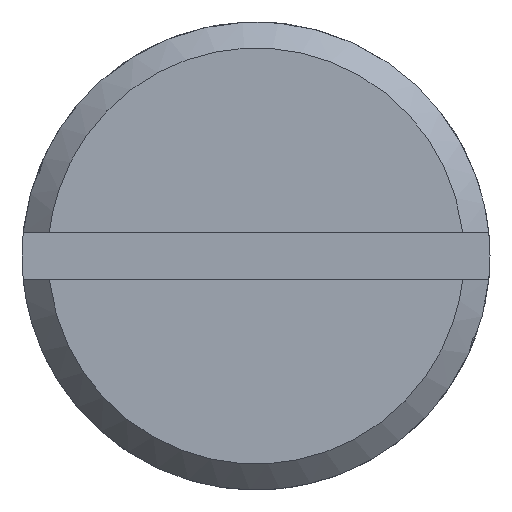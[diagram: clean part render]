
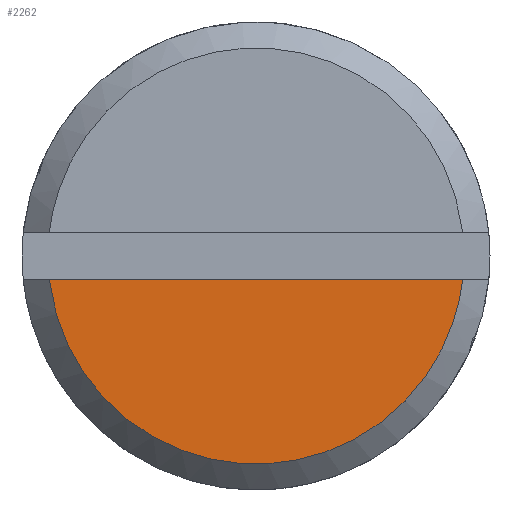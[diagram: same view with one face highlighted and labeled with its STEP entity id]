
A CAD part, front view. The second image highlights one B-rep face of the part: STEP entity #2262.
In plain terms, the highlighted free-form (B-spline) face has degree [1, 1] with [2, 2] control points.
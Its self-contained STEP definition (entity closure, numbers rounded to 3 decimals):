
#2017=CARTESIAN_POINT('',(-12.,7.949,-0.9));
#2018=VERTEX_POINT('',#2017);
#2026=CARTESIAN_POINT('',(-12.,-7.949,-0.9));
#2027=VERTEX_POINT('',#2026);
#2028=CARTESIAN_POINT('',(-12.,7.949,-0.9));
#2029=CARTESIAN_POINT('',(-12.,-7.949,-0.9));
#2030=QUASI_UNIFORM_CURVE('',1,(#2028,#2029),.UNSPECIFIED.,.F.,.U.);
#2031=EDGE_CURVE('',#2018,#2027,#2030,.T.);
#2193=CARTESIAN_POINT('',(-12.,7.949,-0.9));
#2194=CARTESIAN_POINT('',(-12.,7.145,-8.0));
#2195=CARTESIAN_POINT('',(-12.,0.0,-8.0));
#2196=CARTESIAN_POINT('',(-12.,-7.145,-8.0));
#2197=CARTESIAN_POINT('',(-12.,-7.949,-0.9));
#2205=(BOUNDED_CURVE()B_SPLINE_CURVE(2,(#2193,#2194,#2195,#2196,#2197),.UNSPECIFIED.,.F.,.U.)B_SPLINE_CURVE_WITH_KNOTS((3,2,3),(0.0,0.5,1.0),.UNSPECIFIED.)CURVE()GEOMETRIC_REPRESENTATION_ITEM()RATIONAL_B_SPLINE_CURVE((1.0,0.746,1.0,0.746,1.0))REPRESENTATION_ITEM(''));
#2206=EDGE_CURVE('',#2018,#2027,#2205,.T.);
#2253=CARTESIAN_POINT('',(-12.,-8.743,-8.355));
#2254=CARTESIAN_POINT('',(-12.,8.743,-8.355));
#2255=CARTESIAN_POINT('',(-12.,-8.743,-0.545));
#2256=CARTESIAN_POINT('',(-12.,8.743,-0.545));
#2257=B_SPLINE_SURFACE_WITH_KNOTS('',1,1,((#2253,#2255),(#2254,#2256)),.UNSPECIFIED.,.F.,.F.,.U.,(2,2),(2,2),(0.0,17.487),(0.0,7.809),.UNSPECIFIED.);
#2258=ORIENTED_EDGE('',*,*,#2031,.F.);
#2259=ORIENTED_EDGE('',*,*,#2206,.T.);
#2260=EDGE_LOOP('',(#2258,#2259));
#2261=FACE_OUTER_BOUND('',#2260,.T.);
#2262=ADVANCED_FACE('',(#2261),#2257,.F.);
